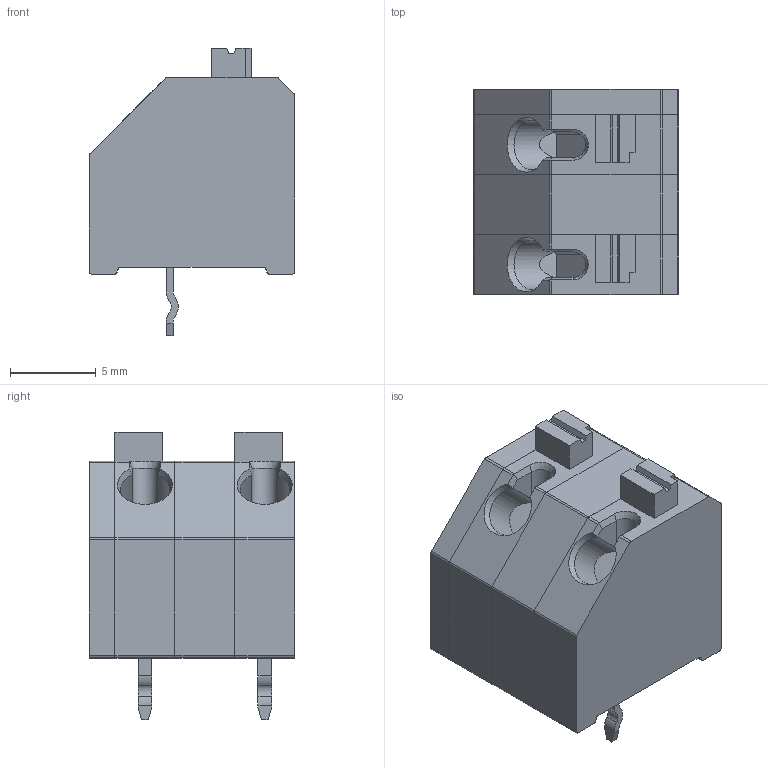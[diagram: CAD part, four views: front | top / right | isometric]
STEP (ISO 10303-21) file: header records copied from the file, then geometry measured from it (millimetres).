
FILE_DESCRIPTION( ( 'Unknown' ), '1' );
FILE_NAME( '691418220002.stp', 'Unknown', ( 'Unknown' ), ( 'Unknown' ), 'PSStep 18.0.17', 'Unknown', ' ' );
FILE_SCHEMA( ( 'AUTOMOTIVE_DESIGN { 1 0 10303 214 1 1 1 1 }' ) );
Length unit declared in the file: millimetre
Products named in the file (5): Assem1; 6914182200xx_SX1; 691418220002; 691418220002_x
Assembly tree (4 placements, depth 2):
  Assem1
    6914182200xx_SX1
    691418220002
    691418220002
    691418220002_x
Bounding box: 12 x 12 x 16.8 mm (x, y, z)
Volume: 1444.1 mm3; surface area: 1648.8 mm2
Topology: 4 solids, 4 shells, 387 faces, 1081 edges, 718 vertices
Faces by surface type: plane 298, cylinder 80, cone 9
Entity records: 15526 total; most frequent: CARTESIAN_POINT 2230, ORIENTED_EDGE 2148, DIRECTION 2050, EDGE_CURVE 1074, LINE 874, VECTOR 874, VERTEX_POINT 716, AXIS2_PLACEMENT_3D 588
